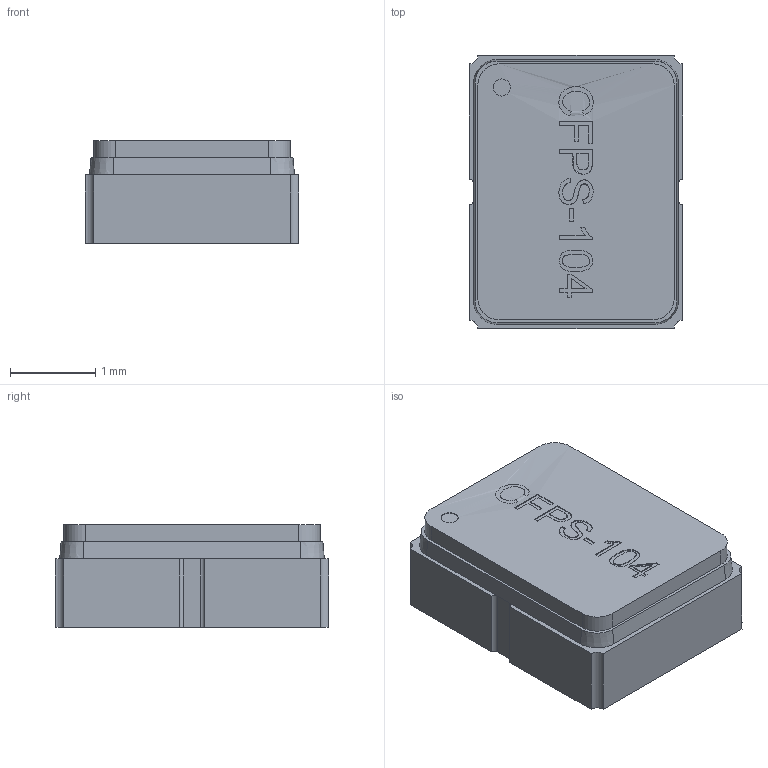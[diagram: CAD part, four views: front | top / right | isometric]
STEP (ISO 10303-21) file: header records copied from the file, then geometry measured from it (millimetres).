
FILE_DESCRIPTION(/* description */ ('Unknown'),/* implementation_level */ '2;1');
FILE_NAME(/* name */ 'Y_Wurth_WE-SPXO-CFPS-104',/* time_stamp */ '2025-09-03T17:00:54+08:00',/* author */ ('Unknown'),/* organization */ ('Unknown'),/* preprocessor_version */ 'ST-DEVELOPER v19.4',/* originating_system */ 'Solid Edge',/* authorisation */ 'Unknown');
FILE_SCHEMA (('AUTOMOTIVE_DESIGN {1 0 10303 214 3 1 1}'));
Length unit declared in the file: millimetre
Products named in the file (2): Y_Wurth_WE-SPXO-CFPS-104
Assembly tree (1 placements, depth 2):
  Y_Wurth_WE-SPXO-CFPS-104
    Y_Wurth_WE-SPXO-CFPS-104
Bounding box: 2.5 x 3.2 x 1.2 mm (x, y, z)
Volume: 9.2 mm3; surface area: 29 mm2
Topology: 1 solids, 1 shells, 99 faces, 250 edges, 166 vertices
Faces by surface type: plane 74, cylinder 15, bspline 6, cone 4
Full cylindrical faces by diameter (mm): 0.2 x1
Entity records: 3857 total; most frequent: CARTESIAN_POINT 934, ORIENTED_EDGE 494, DIRECTION 366, EDGE_CURVE 247, VERTEX_POINT 166, AXIS2_PLACEMENT_3D 129, EDGE_LOOP 115, FACE_BOUND 115
